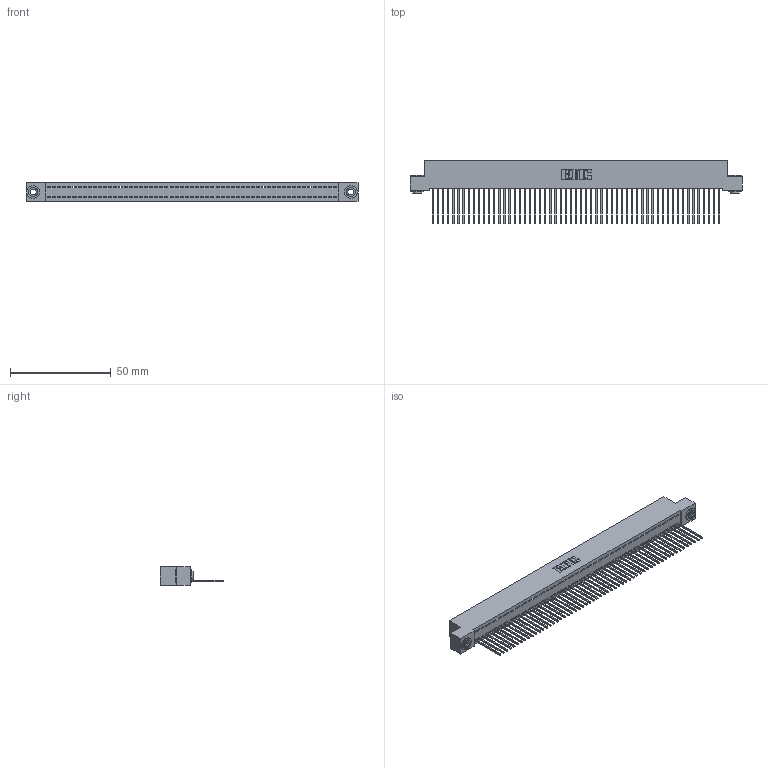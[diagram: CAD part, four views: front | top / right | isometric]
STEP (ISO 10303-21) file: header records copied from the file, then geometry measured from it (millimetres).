
FILE_DESCRIPTION (( 'STEP AP203' ), '1' );
FILE_NAME ('342-057-542-103.STEP', '2018-08-13T04:35:34', ( '' ), ( '' ), 'SwSTEP 2.0', 'SolidWorks 2016', '' );
FILE_SCHEMA (( 'CONFIG_CONTROL_DESIGN' ));
Length unit declared in the file: inch
Products named in the file (4): 342-250-002_345-250-002-102; 342-057-542-103; 342 Part_.156 TH; 345-292-001_345-293-142
Assembly tree (60 placements, depth 2):
  342-057-542-103
    342 Part_.156 TH
    345-292-001_345-293-142  x57
    342-250-002_345-250-002-102  x2
Bounding box: 165.1 x 31.63 x 9.4 mm (x, y, z)
Volume: 14680.8 mm3; surface area: 22837.9 mm2
Topology: 60 solids, 60 shells, 3454 faces, 10407 edges, 6858 vertices
Faces by surface type: plane 2470, cylinder 976, cone 8
Entity records: 33442 total; most frequent: CARTESIAN_POINT 5744, ORIENTED_EDGE 5730, DIRECTION 4849, EDGE_CURVE 2865, LINE 2713, VECTOR 2713, VERTEX_POINT 1906, AXIS2_PLACEMENT_3D 1068
